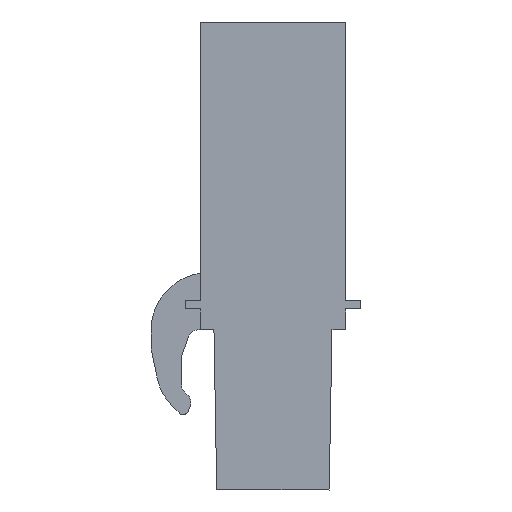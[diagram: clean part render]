
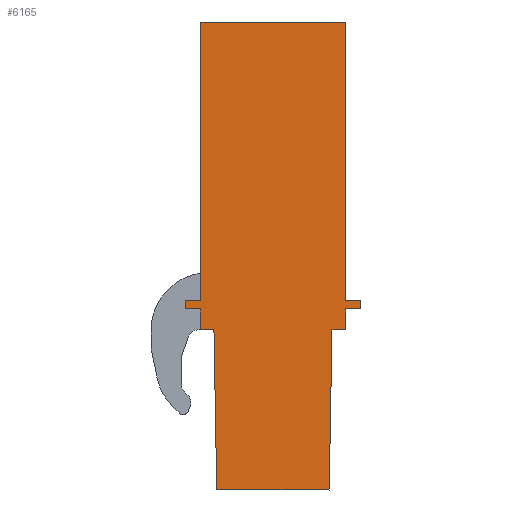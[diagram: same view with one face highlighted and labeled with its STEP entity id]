
A CAD part, left-side view. The second image highlights one B-rep face of the part: STEP entity #6165.
In plain terms, the highlighted planar face has unit normal (-1, 0, 0).
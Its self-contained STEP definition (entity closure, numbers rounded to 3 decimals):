
#6114=AXIS2_PLACEMENT_3D('Plane Axis2P3D',#6111,#6112,#6113) ;
#56=CARTESIAN_POINT('Vertex',(0.,0.8,24.55)) ;
#59=CARTESIAN_POINT('Line Origine',(0.,0.8,17.25)) ;
#63=CARTESIAN_POINT('Vertex',(0.,0.8,9.95)) ;
#5531=CARTESIAN_POINT('Vertex',(0.,1.66,0.)) ;
#5534=CARTESIAN_POINT('Line Origine',(0.,4.61,0.)) ;
#5538=CARTESIAN_POINT('Vertex',(0.,7.56,0.)) ;
#5594=CARTESIAN_POINT('Line Origine',(0.,7.633,4.2)) ;
#5598=CARTESIAN_POINT('Vertex',(0.,7.707,8.4)) ;
#5618=CARTESIAN_POINT('Line Origine',(0.,8.063,8.4)) ;
#5622=CARTESIAN_POINT('Vertex',(0.,8.42,8.4)) ;
#5706=CARTESIAN_POINT('Line Origine',(0.,8.42,8.95)) ;
#5710=CARTESIAN_POINT('Vertex',(0.,8.42,9.5)) ;
#5782=CARTESIAN_POINT('Line Origine',(0.,8.82,9.5)) ;
#5786=CARTESIAN_POINT('Vertex',(0.,9.22,9.5)) ;
#5858=CARTESIAN_POINT('Line Origine',(0.,9.22,9.725)) ;
#5862=CARTESIAN_POINT('Vertex',(0.,9.22,9.95)) ;
#5933=CARTESIAN_POINT('Vertex',(0.,0.,9.5)) ;
#5936=CARTESIAN_POINT('Line Origine',(0.,0.4,9.5)) ;
#5940=CARTESIAN_POINT('Vertex',(0.,0.8,9.5)) ;
#5955=CARTESIAN_POINT('Line Origine',(0.,0.8,8.95)) ;
#5959=CARTESIAN_POINT('Vertex',(0.,0.8,8.4)) ;
#5974=CARTESIAN_POINT('Line Origine',(0.,1.157,8.4)) ;
#5978=CARTESIAN_POINT('Vertex',(0.,1.513,8.4)) ;
#5998=CARTESIAN_POINT('Line Origine',(0.,1.587,4.2)) ;
#6111=CARTESIAN_POINT('Axis2P3D Location',(0.,0.,0.)) ;
#6116=CARTESIAN_POINT('Line Origine',(0.,0.,9.725)) ;
#6120=CARTESIAN_POINT('Vertex',(0.,0.,9.95)) ;
#6123=CARTESIAN_POINT('Line Origine',(0.,0.4,9.95)) ;
#6128=CARTESIAN_POINT('Line Origine',(0.,4.61,24.55)) ;
#6132=CARTESIAN_POINT('Vertex',(0.,8.42,24.55)) ;
#6135=CARTESIAN_POINT('Line Origine',(0.,8.42,17.25)) ;
#6139=CARTESIAN_POINT('Vertex',(0.,8.42,9.95)) ;
#6142=CARTESIAN_POINT('Line Origine',(0.,8.82,9.95)) ;
#60=DIRECTION('Vector Direction',(0.,0.,-1.)) ;
#5535=DIRECTION('Vector Direction',(0.,1.,0.)) ;
#5595=DIRECTION('Vector Direction',(0.,0.017,1.)) ;
#5619=DIRECTION('Vector Direction',(0.,1.,0.)) ;
#5707=DIRECTION('Vector Direction',(0.,0.,1.)) ;
#5783=DIRECTION('Vector Direction',(0.,1.,0.)) ;
#5859=DIRECTION('Vector Direction',(0.,0.,1.)) ;
#5937=DIRECTION('Vector Direction',(0.,1.,0.)) ;
#5956=DIRECTION('Vector Direction',(0.,0.,-1.)) ;
#5975=DIRECTION('Vector Direction',(0.,1.,0.)) ;
#5999=DIRECTION('Vector Direction',(0.,0.017,-1.)) ;
#6112=DIRECTION('Axis2P3D Direction',(-1.,0.,0.)) ;
#6113=DIRECTION('Axis2P3D XDirection',(0.,0.,1.)) ;
#6117=DIRECTION('Vector Direction',(0.,0.,-1.)) ;
#6124=DIRECTION('Vector Direction',(0.,-1.,0.)) ;
#6129=DIRECTION('Vector Direction',(0.,-1.,0.)) ;
#6136=DIRECTION('Vector Direction',(0.,0.,1.)) ;
#6143=DIRECTION('Vector Direction',(0.,-1.,0.)) ;
#61=VECTOR('Line Direction',#60,1.) ;
#5536=VECTOR('Line Direction',#5535,1.) ;
#5596=VECTOR('Line Direction',#5595,1.) ;
#5620=VECTOR('Line Direction',#5619,1.) ;
#5708=VECTOR('Line Direction',#5707,1.) ;
#5784=VECTOR('Line Direction',#5783,1.) ;
#5860=VECTOR('Line Direction',#5859,1.) ;
#5938=VECTOR('Line Direction',#5937,1.) ;
#5957=VECTOR('Line Direction',#5956,1.) ;
#5976=VECTOR('Line Direction',#5975,1.) ;
#6000=VECTOR('Line Direction',#5999,1.) ;
#6118=VECTOR('Line Direction',#6117,1.) ;
#6125=VECTOR('Line Direction',#6124,1.) ;
#6130=VECTOR('Line Direction',#6129,1.) ;
#6137=VECTOR('Line Direction',#6136,1.) ;
#6144=VECTOR('Line Direction',#6143,1.) ;
#6148=ORIENTED_EDGE('',*,*,#6002,.T.) ;
#6149=ORIENTED_EDGE('',*,*,#5980,.T.) ;
#6150=ORIENTED_EDGE('',*,*,#5961,.T.) ;
#6151=ORIENTED_EDGE('',*,*,#5942,.T.) ;
#6152=ORIENTED_EDGE('',*,*,#6122,.T.) ;
#6153=ORIENTED_EDGE('',*,*,#6127,.T.) ;
#6154=ORIENTED_EDGE('',*,*,#65,.T.) ;
#6155=ORIENTED_EDGE('',*,*,#6134,.T.) ;
#6156=ORIENTED_EDGE('',*,*,#6141,.T.) ;
#6157=ORIENTED_EDGE('',*,*,#6146,.T.) ;
#6158=ORIENTED_EDGE('',*,*,#5864,.T.) ;
#6159=ORIENTED_EDGE('',*,*,#5788,.T.) ;
#6160=ORIENTED_EDGE('',*,*,#5712,.T.) ;
#6161=ORIENTED_EDGE('',*,*,#5624,.T.) ;
#6162=ORIENTED_EDGE('',*,*,#5600,.T.) ;
#6163=ORIENTED_EDGE('',*,*,#5540,.T.) ;
#6165=ADVANCED_FACE('_BLC 5.08/9R OR 1610560000',(#6164),#6115,.T.) ;
#65=EDGE_CURVE('',#64,#57,#62,.F.) ;
#5540=EDGE_CURVE('',#5539,#5532,#5537,.F.) ;
#5600=EDGE_CURVE('',#5599,#5539,#5597,.F.) ;
#5624=EDGE_CURVE('',#5623,#5599,#5621,.F.) ;
#5712=EDGE_CURVE('',#5711,#5623,#5709,.F.) ;
#5788=EDGE_CURVE('',#5787,#5711,#5785,.F.) ;
#5864=EDGE_CURVE('',#5863,#5787,#5861,.F.) ;
#5942=EDGE_CURVE('',#5941,#5934,#5939,.F.) ;
#5961=EDGE_CURVE('',#5960,#5941,#5958,.F.) ;
#5980=EDGE_CURVE('',#5979,#5960,#5977,.F.) ;
#6002=EDGE_CURVE('',#5532,#5979,#6001,.F.) ;
#6122=EDGE_CURVE('',#5934,#6121,#6119,.F.) ;
#6127=EDGE_CURVE('',#6121,#64,#6126,.F.) ;
#6134=EDGE_CURVE('',#57,#6133,#6131,.F.) ;
#6141=EDGE_CURVE('',#6133,#6140,#6138,.F.) ;
#6146=EDGE_CURVE('',#6140,#5863,#6145,.F.) ;
#6147=EDGE_LOOP('',(#6148,#6149,#6150,#6151,#6152,#6153,#6154,#6155,#6156,#6157,#6158,#6159,#6160,#6161,#6162,#6163)) ;
#6164=FACE_OUTER_BOUND('',#6147,.T.) ;
#62=LINE('Line',#59,#61) ;
#5537=LINE('Line',#5534,#5536) ;
#5597=LINE('Line',#5594,#5596) ;
#5621=LINE('Line',#5618,#5620) ;
#5709=LINE('Line',#5706,#5708) ;
#5785=LINE('Line',#5782,#5784) ;
#5861=LINE('Line',#5858,#5860) ;
#5939=LINE('Line',#5936,#5938) ;
#5958=LINE('Line',#5955,#5957) ;
#5977=LINE('Line',#5974,#5976) ;
#6001=LINE('Line',#5998,#6000) ;
#6119=LINE('Line',#6116,#6118) ;
#6126=LINE('Line',#6123,#6125) ;
#6131=LINE('Line',#6128,#6130) ;
#6138=LINE('Line',#6135,#6137) ;
#6145=LINE('Line',#6142,#6144) ;
#6115=PLANE('',#6114) ;
#57=VERTEX_POINT('',#56) ;
#64=VERTEX_POINT('',#63) ;
#5532=VERTEX_POINT('',#5531) ;
#5539=VERTEX_POINT('',#5538) ;
#5599=VERTEX_POINT('',#5598) ;
#5623=VERTEX_POINT('',#5622) ;
#5711=VERTEX_POINT('',#5710) ;
#5787=VERTEX_POINT('',#5786) ;
#5863=VERTEX_POINT('',#5862) ;
#5934=VERTEX_POINT('',#5933) ;
#5941=VERTEX_POINT('',#5940) ;
#5960=VERTEX_POINT('',#5959) ;
#5979=VERTEX_POINT('',#5978) ;
#6121=VERTEX_POINT('',#6120) ;
#6133=VERTEX_POINT('',#6132) ;
#6140=VERTEX_POINT('',#6139) ;
